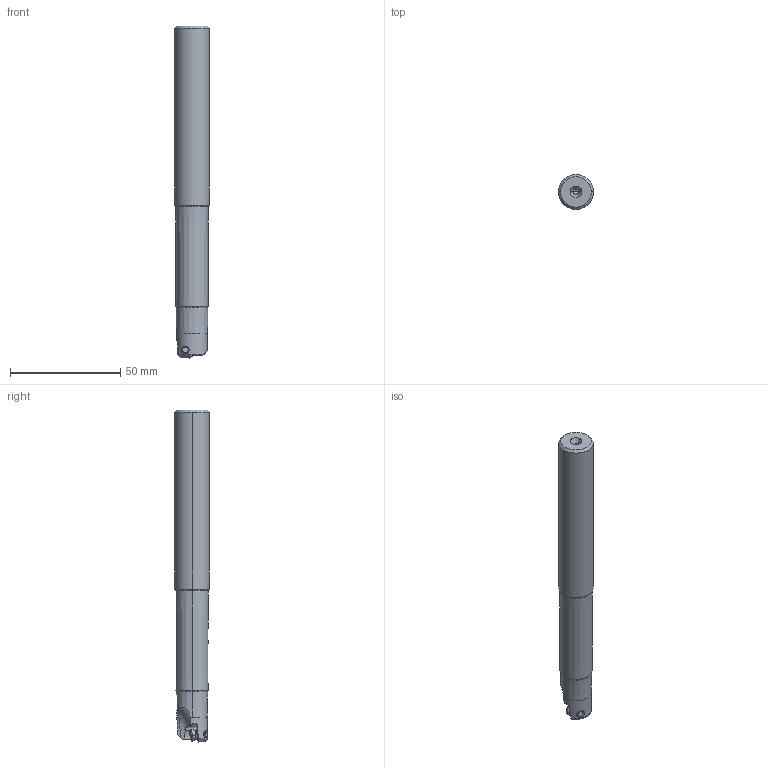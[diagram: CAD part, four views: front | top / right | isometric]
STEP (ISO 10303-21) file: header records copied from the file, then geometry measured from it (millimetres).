
FILE_DESCRIPTION(/* description */ (''),/* implementation_level */ '2;1');
FILE_NAME(/* name */ 'BRP4UNR101LW10.stp',/* time_stamp */ '2017-10-10T12:57:56+09:00',/* author */ (''),/* organization */ (''),/* preprocessor_version */ 'ST-DEVELOPER v16',/* originating_system */ 'SIEMENS PLM Software NX 10.0',/* authorisation */ '');
FILE_SCHEMA (('AUTOMOTIVE_DESIGN { 1 0 10303 214 3 1 1 1 }'));
Length unit declared in the file: millimetre
Products named in the file (1): BRP4UNR101LW10_ASM
Bounding box: 15.88 x 15.88 x 150.68 mm (x, y, z)
Volume: 26677.5 mm3; surface area: 7683.5 mm2
Topology: 2 solids, 2 shells, 95 faces, 268 edges, 176 vertices
Faces by surface type: cylinder 39, plane 21, cone 20, torus 10, bspline 3, sphere 2
Entity records: 3847 total; most frequent: CARTESIAN_POINT 1256, DIRECTION 563, ORIENTED_EDGE 528, EDGE_CURVE 264, AXIS2_PLACEMENT_3D 241, VERTEX_POINT 176, CIRCLE 124, EDGE_LOOP 100
